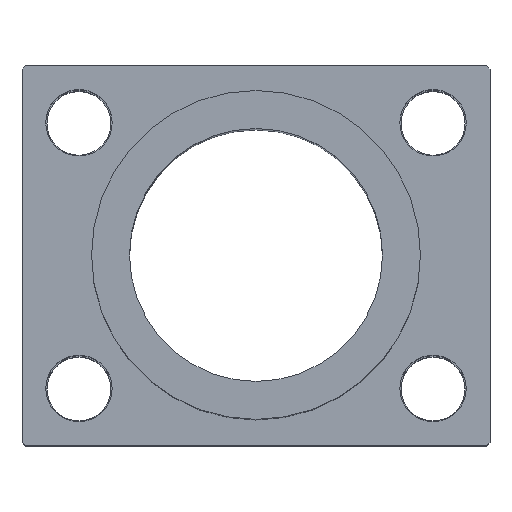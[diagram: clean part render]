
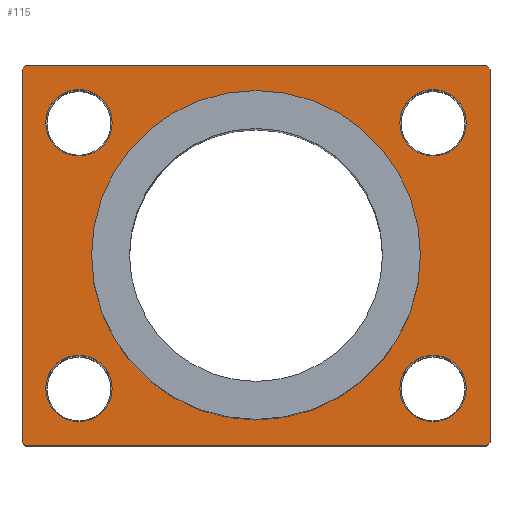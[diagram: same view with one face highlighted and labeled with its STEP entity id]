
A CAD part, top view. The second image highlights one B-rep face of the part: STEP entity #115.
In plain terms, the highlighted planar face has unit normal (0, 0, 1).
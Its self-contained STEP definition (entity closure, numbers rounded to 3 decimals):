
#115 = ADVANCED_FACE( '', ( #263, #264, #265, #266, #267, #268 ), #269, .T. );
#263 = FACE_BOUND( '', #436, .T. );
#264 = FACE_BOUND( '', #437, .T. );
#265 = FACE_OUTER_BOUND( '', #438, .T. );
#266 = FACE_BOUND( '', #439, .T. );
#267 = FACE_BOUND( '', #440, .T. );
#268 = FACE_BOUND( '', #441, .T. );
#269 = PLANE( '', #442 );
#436 = EDGE_LOOP( '', ( #678 ) );
#437 = EDGE_LOOP( '', ( #679 ) );
#438 = EDGE_LOOP( '', ( #680, #681, #682, #683, #684, #685, #686, #687 ) );
#439 = EDGE_LOOP( '', ( #688 ) );
#440 = EDGE_LOOP( '', ( #689 ) );
#441 = EDGE_LOOP( '', ( #690 ) );
#442 = AXIS2_PLACEMENT_3D( '', #691, #692, #693 );
#678 = ORIENTED_EDGE( '', *, *, #829, .F. );
#679 = ORIENTED_EDGE( '', *, *, #796, .F. );
#680 = ORIENTED_EDGE( '', *, *, #868, .T. );
#681 = ORIENTED_EDGE( '', *, *, #858, .T. );
#682 = ORIENTED_EDGE( '', *, *, #843, .T. );
#683 = ORIENTED_EDGE( '', *, *, #837, .T. );
#684 = ORIENTED_EDGE( '', *, *, #864, .T. );
#685 = ORIENTED_EDGE( '', *, *, #849, .T. );
#686 = ORIENTED_EDGE( '', *, *, #869, .T. );
#687 = ORIENTED_EDGE( '', *, *, #833, .T. );
#688 = ORIENTED_EDGE( '', *, *, #846, .T. );
#689 = ORIENTED_EDGE( '', *, *, #870, .F. );
#690 = ORIENTED_EDGE( '', *, *, #871, .F. );
#691 = CARTESIAN_POINT( '', ( 0., 0., 73. ) );
#692 = DIRECTION( '', ( 0., 0., 1. ) );
#693 = DIRECTION( '', ( 1., 0., 0. ) );
#796 = EDGE_CURVE( '', #902, #902, #903, .T. );
#829 = EDGE_CURVE( '', #959, #959, #960, .T. );
#833 = EDGE_CURVE( '', #966, #964, #967, .T. );
#837 = EDGE_CURVE( '', #972, #970, #973, .T. );
#843 = EDGE_CURVE( '', #980, #972, #981, .T. );
#846 = EDGE_CURVE( '', #984, #984, #985, .F. );
#849 = EDGE_CURVE( '', #989, #987, #990, .T. );
#858 = EDGE_CURVE( '', #1003, #980, #1004, .T. );
#864 = EDGE_CURVE( '', #970, #989, #1012, .T. );
#868 = EDGE_CURVE( '', #964, #1003, #1017, .T. );
#869 = EDGE_CURVE( '', #987, #966, #1018, .T. );
#870 = EDGE_CURVE( '', #1019, #1019, #1020, .T. );
#871 = EDGE_CURVE( '', #1021, #1021, #1022, .T. );
#902 = VERTEX_POINT( '', #1057 );
#903 = CIRCLE( '', #1058, 5.25 );
#959 = VERTEX_POINT( '', #1177 );
#960 = CIRCLE( '', #1178, 5.25 );
#964 = VERTEX_POINT( '', #1182 );
#966 = VERTEX_POINT( '', #1185 );
#967 = LINE( '', #1186, #1187 );
#970 = VERTEX_POINT( '', #1191 );
#972 = VERTEX_POINT( '', #1194 );
#973 = LINE( '', #1195, #1196 );
#980 = VERTEX_POINT( '', #1204 );
#981 = LINE( '', #1205, #1206 );
#984 = VERTEX_POINT( '', #1210 );
#985 = CIRCLE( '', #1211, 26. );
#987 = VERTEX_POINT( '', #1213 );
#989 = VERTEX_POINT( '', #1216 );
#990 = LINE( '', #1217, #1218 );
#1003 = VERTEX_POINT( '', #1232 );
#1004 = LINE( '', #1233, #1234 );
#1012 = LINE( '', #1243, #1244 );
#1017 = LINE( '', #1249, #1250 );
#1018 = LINE( '', #1251, #1252 );
#1019 = VERTEX_POINT( '', #1253 );
#1020 = CIRCLE( '', #1254, 5.25 );
#1021 = VERTEX_POINT( '', #1255 );
#1022 = CIRCLE( '', #1256, 5.25 );
#1057 = CARTESIAN_POINT( '', ( 33.25, 9., 73. ) );
#1058 = AXIS2_PLACEMENT_3D( '', #1292, #1293, #1294 );
#1177 = CARTESIAN_POINT( '', ( 33.25, 51., 73. ) );
#1178 = AXIS2_PLACEMENT_3D( '', #1345, #1346, #1347 );
#1182 = CARTESIAN_POINT( '', ( -36.5, 60., 73. ) );
#1185 = CARTESIAN_POINT( '', ( 36.5, 60., 73. ) );
#1186 = CARTESIAN_POINT( '', ( 36.5, 60., 73. ) );
#1187 = VECTOR( '', #1352, 1000. );
#1191 = CARTESIAN_POINT( '', ( 36.5, 0., 73. ) );
#1194 = CARTESIAN_POINT( '', ( -36.5, 0., 73. ) );
#1195 = CARTESIAN_POINT( '', ( -36.5, 0., 73. ) );
#1196 = VECTOR( '', #1355, 1000. );
#1204 = CARTESIAN_POINT( '', ( -37., 0.5, 73. ) );
#1205 = CARTESIAN_POINT( '', ( -37., 0.5, 73. ) );
#1206 = VECTOR( '', #1360, 1000. );
#1210 = CARTESIAN_POINT( '', ( 26., 30., 73. ) );
#1211 = AXIS2_PLACEMENT_3D( '', #1362, #1363, #1364 );
#1213 = CARTESIAN_POINT( '', ( 37., 59.5, 73. ) );
#1216 = CARTESIAN_POINT( '', ( 37., 0.5, 73. ) );
#1217 = CARTESIAN_POINT( '', ( 37., 0.5, 73. ) );
#1218 = VECTOR( '', #1366, 1000. );
#1232 = CARTESIAN_POINT( '', ( -37., 59.5, 73. ) );
#1233 = CARTESIAN_POINT( '', ( -37., 59.5, 73. ) );
#1234 = VECTOR( '', #1380, 1000. );
#1243 = CARTESIAN_POINT( '', ( 36.5, 0., 73. ) );
#1244 = VECTOR( '', #1388, 1000. );
#1249 = CARTESIAN_POINT( '', ( -36.5, 60., 73. ) );
#1250 = VECTOR( '', #1392, 1000. );
#1251 = CARTESIAN_POINT( '', ( 37., 59.5, 73. ) );
#1252 = VECTOR( '', #1393, 1000. );
#1253 = CARTESIAN_POINT( '', ( -22.75, 9., 73. ) );
#1254 = AXIS2_PLACEMENT_3D( '', #1394, #1395, #1396 );
#1255 = CARTESIAN_POINT( '', ( -22.75, 51., 73. ) );
#1256 = AXIS2_PLACEMENT_3D( '', #1397, #1398, #1399 );
#1292 = CARTESIAN_POINT( '', ( 28., 9., 73. ) );
#1293 = DIRECTION( '', ( 0., 0., 1. ) );
#1294 = DIRECTION( '', ( 1., 0., 0. ) );
#1345 = CARTESIAN_POINT( '', ( 28., 51., 73. ) );
#1346 = DIRECTION( '', ( 0., 0., 1. ) );
#1347 = DIRECTION( '', ( 1., 0., 0. ) );
#1352 = DIRECTION( '', ( -1., 0., 0. ) );
#1355 = DIRECTION( '', ( 1., 0., 0. ) );
#1360 = DIRECTION( '', ( 0.707, -0.707, 0. ) );
#1362 = CARTESIAN_POINT( '', ( 0., 30., 73. ) );
#1363 = DIRECTION( '', ( 0., 0., 1. ) );
#1364 = DIRECTION( '', ( 1., 0., 0. ) );
#1366 = DIRECTION( '', ( 0., 1., 0. ) );
#1380 = DIRECTION( '', ( 0., -1., 0. ) );
#1388 = DIRECTION( '', ( 0.707, 0.707, 0. ) );
#1392 = DIRECTION( '', ( -0.707, -0.707, 0. ) );
#1393 = DIRECTION( '', ( -0.707, 0.707, 0. ) );
#1394 = CARTESIAN_POINT( '', ( -28., 9., 73. ) );
#1395 = DIRECTION( '', ( 0., 0., 1. ) );
#1396 = DIRECTION( '', ( 1., 0., 0. ) );
#1397 = CARTESIAN_POINT( '', ( -28., 51., 73. ) );
#1398 = DIRECTION( '', ( 0., 0., 1. ) );
#1399 = DIRECTION( '', ( 1., 0., 0. ) );
